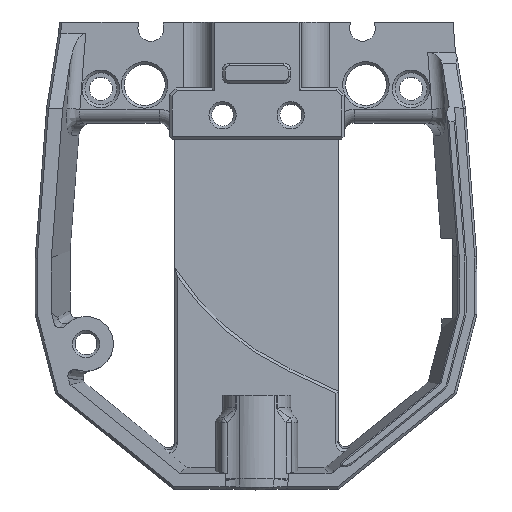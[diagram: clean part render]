
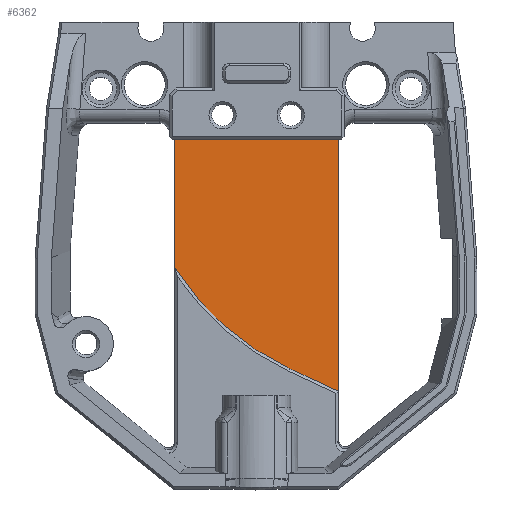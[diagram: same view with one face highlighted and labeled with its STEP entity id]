
A CAD part, top view. The second image highlights one B-rep face of the part: STEP entity #6362.
In plain terms, the highlighted planar face has unit normal (0, 0, 1).
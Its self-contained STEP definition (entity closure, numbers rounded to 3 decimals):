
#257=PLANE('',#6834);
#465=LINE('',#9011,#1136);
#495=LINE('',#9091,#1166);
#512=LINE('',#9130,#1183);
#542=LINE('',#9305,#1213);
#1136=VECTOR('',#7243,1000.);
#1166=VECTOR('',#7301,10.);
#1183=VECTOR('',#7336,10.);
#1213=VECTOR('',#7394,10.);
#1948=FACE_OUTER_BOUND('',#2336,.T.);
#2336=EDGE_LOOP('',(#4933,#4934,#4935,#4936,#4937));
#2704=CIRCLE('',#6835,40.);
#2819=VERTEX_POINT('',#9008);
#2820=VERTEX_POINT('',#9010);
#2846=VERTEX_POINT('',#9089);
#2859=VERTEX_POINT('',#9129);
#2895=VERTEX_POINT('',#9304);
#3416=EDGE_CURVE('',#2820,#2819,#465,.T.);
#3452=EDGE_CURVE('',#2819,#2846,#495,.T.);
#3471=EDGE_CURVE('',#2859,#2820,#512,.T.);
#3516=EDGE_CURVE('',#2859,#2895,#542,.T.);
#3783=EDGE_CURVE('',#2846,#2895,#2704,.T.);
#4933=ORIENTED_EDGE('',*,*,#3452,.T.);
#4934=ORIENTED_EDGE('',*,*,#3783,.T.);
#4935=ORIENTED_EDGE('',*,*,#3516,.F.);
#4936=ORIENTED_EDGE('',*,*,#3471,.T.);
#4937=ORIENTED_EDGE('',*,*,#3416,.T.);
#6362=ADVANCED_FACE('',(#1948),#257,.F.);
#6834=AXIS2_PLACEMENT_3D('',#10511,#7788,#7789);
#6835=AXIS2_PLACEMENT_3D('',#10512,#7790,#7791);
#7243=DIRECTION('',(-1.,0.,0.));
#7301=DIRECTION('',(0.,-1.,0.));
#7336=DIRECTION('',(0.,1.,0.));
#7394=DIRECTION('',(-0.906,0.423,0.));
#7788=DIRECTION('center_axis',(0.,0.,
-1.));
#7789=DIRECTION('ref_axis',(0.,-1.,0.));
#7790=DIRECTION('center_axis',(0.,0.,1.));
#7791=DIRECTION('ref_axis',(0.906,0.424,0.));
#9008=CARTESIAN_POINT('',(-13.027,17.482,2.));
#9010=CARTESIAN_POINT('',(10.973,17.482,2.));
#9011=CARTESIAN_POINT('',(4.073,17.482,2.));
#9089=CARTESIAN_POINT('',(-13.027,-1.34,2.));
#9091=CARTESIAN_POINT('',(-13.027,-9.902,2.));
#9129=CARTESIAN_POINT('',(10.973,-19.458,2.));
#9130=CARTESIAN_POINT('',(10.973,10.427,2.));
#9304=CARTESIAN_POINT('',(3.817,-16.121,2.));
#9305=CARTESIAN_POINT('',(1.468,-15.026,2.));
#10511=CARTESIAN_POINT('Origin',(-1.126,3.371,2.));
#10512=CARTESIAN_POINT('Origin',(20.722,20.131,2.));
